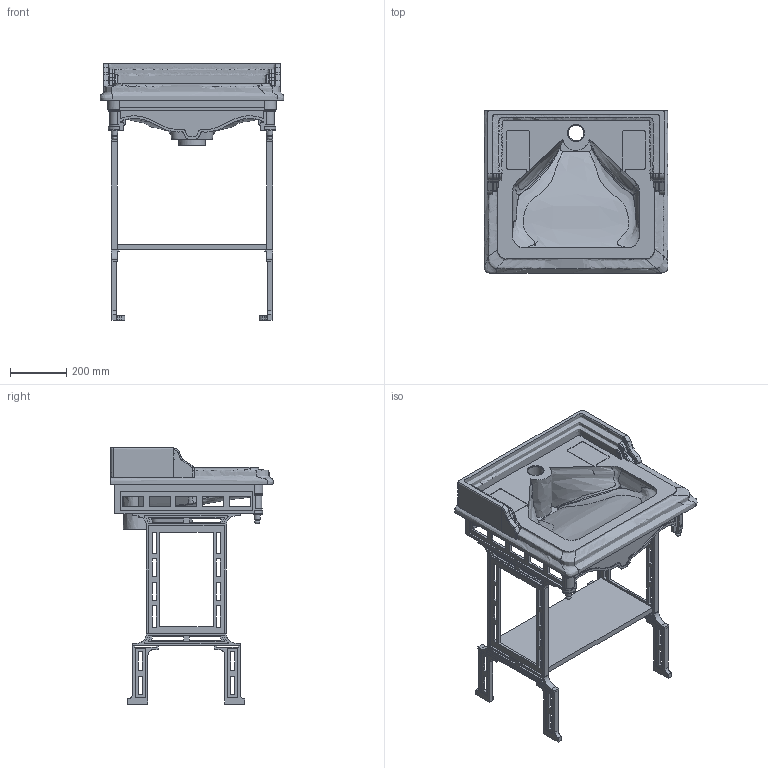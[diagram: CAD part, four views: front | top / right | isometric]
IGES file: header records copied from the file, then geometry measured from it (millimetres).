
Global section: file name: 2708; native system: AutoCAD 2016 - English; preprocessor: Autodesk Translation Framework DWG producer (atf_dwg_producer); organization: unknown; date: 20161021.091543; units: millimetre
Bounding box: 656.56 x 581.53 x 914.53 mm (x, y, z)
Volume: 32924373.7 mm3; surface area: 2666902.4 mm2
Topology: 27 solids, 27 shells, 1181 faces, 3224 edges, 2113 vertices
Faces by surface type: bspline 1181
